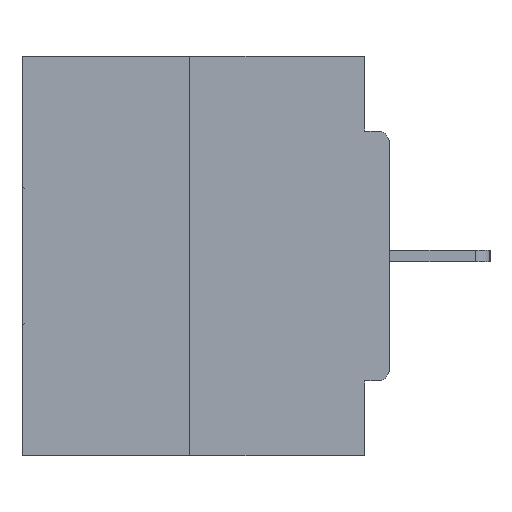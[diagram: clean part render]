
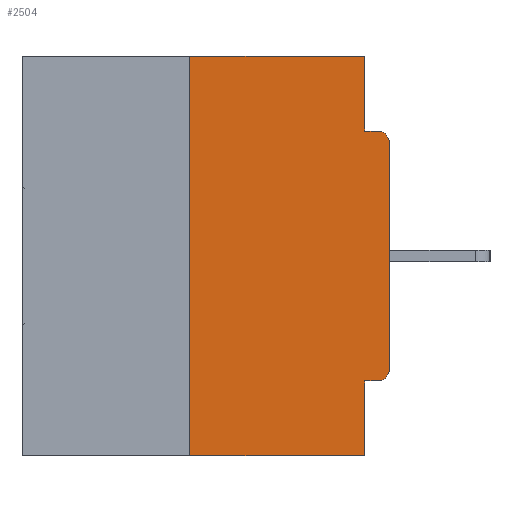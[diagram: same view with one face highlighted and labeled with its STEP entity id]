
A CAD part, left-side view. The second image highlights one B-rep face of the part: STEP entity #2504.
In plain terms, the highlighted planar face has unit normal (-1, 0, 0).
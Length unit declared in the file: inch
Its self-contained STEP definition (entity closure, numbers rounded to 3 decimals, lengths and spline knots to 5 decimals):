
#337 = EDGE_CURVE ( 'NONE', #8563, #6623, #31521, .T. ) ;
#447 = EDGE_CURVE ( 'NONE', #34141, #24789, #25418, .T. ) ;
#640 = EDGE_LOOP ( 'NONE', ( #27707, #11336, #22999, #14835, #24424, #2082, #32146, #19837, #14580, #14091 ) ) ;
#739 = VECTOR ( 'NONE', #29417, 39.37008 ) ;
#1728 = EDGE_CURVE ( 'NONE', #34141, #5138, #32726, .T. ) ;
#1990 = VECTOR ( 'NONE', #7828, 39.37008 ) ;
#2082 = ORIENTED_EDGE ( 'NONE', *, *, #447, .T. ) ;
#2286 = CARTESIAN_POINT ( 'NONE',  ( 0., 0.031, 0. ) ) ;
#2504 = ADVANCED_FACE ( 'NONE', ( #32808 ), #5441, .F. ) ;
#2830 = VECTOR ( 'NONE', #32292, 39.37008 ) ;
#3247 = CARTESIAN_POINT ( 'NONE',  ( 0., 0.015, -0.3915 ) ) ;
#4267 = CARTESIAN_POINT ( 'NONE',  ( 0., 0.031, -0.5 ) ) ;
#4498 = CARTESIAN_POINT ( 'NONE',  ( 0., 0.031, -0.5 ) ) ;
#4899 = CARTESIAN_POINT ( 'NONE',  ( 0., 0.46, -0.5 ) ) ;
#5138 = VERTEX_POINT ( 'NONE', #21051 ) ;
#5441 = PLANE ( 'NONE',  #11714 ) ;
#5648 = CARTESIAN_POINT ( 'NONE',  ( 0., 0., -0.1085 ) ) ;
#6623 = VERTEX_POINT ( 'NONE', #27727 ) ;
#7468 = VERTEX_POINT ( 'NONE', #32854 ) ;
#7544 = LINE ( 'NONE', #4899, #24482 ) ;
#7689 = CARTESIAN_POINT ( 'NONE',  ( 0., 0., -0.3915 ) ) ;
#7828 = DIRECTION ( 'NONE',  ( 0., 0., -1. ) ) ;
#8247 = CARTESIAN_POINT ( 'NONE',  ( 0., 0.46, 0. ) ) ;
#8563 = VERTEX_POINT ( 'NONE', #2286 ) ;
#9201 = AXIS2_PLACEMENT_3D ( 'NONE', #34709, #29444, #10676 ) ;
#9733 = AXIS2_PLACEMENT_3D ( 'NONE', #3247, #30093, #14316 ) ;
#10645 = CARTESIAN_POINT ( 'NONE',  ( 0., 0.031, 0. ) ) ;
#10676 = DIRECTION ( 'NONE',  ( 0., 0., -1. ) ) ;
#11336 = ORIENTED_EDGE ( 'NONE', *, *, #26931, .F. ) ;
#11409 = DIRECTION ( 'NONE',  ( 1., 0., 0. ) ) ;
#11714 = AXIS2_PLACEMENT_3D ( 'NONE', #8247, #11409, #15975 ) ;
#13282 = LINE ( 'NONE', #31696, #25960 ) ;
#13573 = EDGE_CURVE ( 'NONE', #24789, #28634, #21086, .T. ) ;
#14091 = ORIENTED_EDGE ( 'NONE', *, *, #337, .F. ) ;
#14316 = DIRECTION ( 'NONE',  ( 0., 0., -1. ) ) ;
#14580 = ORIENTED_EDGE ( 'NONE', *, *, #16929, .F. ) ;
#14835 = ORIENTED_EDGE ( 'NONE', *, *, #30136, .F. ) ;
#15124 = VECTOR ( 'NONE', #21651, 39.37008 ) ;
#15156 = CARTESIAN_POINT ( 'NONE',  ( 0., 0.25, 0. ) ) ;
#15975 = DIRECTION ( 'NONE',  ( 0., 0., -1. ) ) ;
#16929 = EDGE_CURVE ( 'NONE', #6623, #17944, #13282, .T. ) ;
#17944 = VERTEX_POINT ( 'NONE', #33329 ) ;
#18446 = CARTESIAN_POINT ( 'NONE',  ( 0., 0., 0. ) ) ;
#18524 = VECTOR ( 'NONE', #19380, 39.37008 ) ;
#18675 = CARTESIAN_POINT ( 'NONE',  ( 0., 0.46, 0. ) ) ;
#19212 = CARTESIAN_POINT ( 'NONE',  ( 0., 0., -0.4065 ) ) ;
#19363 = DIRECTION ( 'NONE',  ( 0., -1., 0. ) ) ;
#19380 = DIRECTION ( 'NONE',  ( 0., 1., 0. ) ) ;
#19419 = EDGE_CURVE ( 'NONE', #28634, #17944, #24342, .T. ) ;
#19837 = ORIENTED_EDGE ( 'NONE', *, *, #19419, .T. ) ;
#20182 = VECTOR ( 'NONE', #19363, 39.37008 ) ;
#20235 = CARTESIAN_POINT ( 'NONE',  ( 0., 0.015, -0.4065 ) ) ;
#21051 = CARTESIAN_POINT ( 'NONE',  ( 0., 0.031, -0.4065 ) ) ;
#21086 = LINE ( 'NONE', #18446, #2830 ) ;
#21189 = VERTEX_POINT ( 'NONE', #15156 ) ;
#21357 = VERTEX_POINT ( 'NONE', #4267 ) ;
#21651 = DIRECTION ( 'NONE',  ( 0., 0., 1. ) ) ;
#21999 = LINE ( 'NONE', #32705, #15124 ) ;
#22999 = ORIENTED_EDGE ( 'NONE', *, *, #30867, .T. ) ;
#24342 = CIRCLE ( 'NONE', #9201, 0.015 ) ;
#24424 = ORIENTED_EDGE ( 'NONE', *, *, #1728, .F. ) ;
#24482 = VECTOR ( 'NONE', #26487, 39.37008 ) ;
#24789 = VERTEX_POINT ( 'NONE', #7689 ) ;
#25418 = CIRCLE ( 'NONE', #9733, 0.015 ) ;
#25960 = VECTOR ( 'NONE', #34505, 39.37008 ) ;
#26487 = DIRECTION ( 'NONE',  ( 0., -1., 0. ) ) ;
#26917 = LINE ( 'NONE', #18675, #20182 ) ;
#26931 = EDGE_CURVE ( 'NONE', #7468, #21189, #21999, .T. ) ;
#26958 = EDGE_CURVE ( 'NONE', #21189, #8563, #26917, .T. ) ;
#27707 = ORIENTED_EDGE ( 'NONE', *, *, #26958, .F. ) ;
#27727 = CARTESIAN_POINT ( 'NONE',  ( 0., 0.031, -0.0935 ) ) ;
#28540 = LINE ( 'NONE', #4498, #1990 ) ;
#28634 = VERTEX_POINT ( 'NONE', #5648 ) ;
#29417 = DIRECTION ( 'NONE',  ( 0., 0., -1. ) ) ;
#29444 = DIRECTION ( 'NONE',  ( -1., 0., 0. ) ) ;
#30093 = DIRECTION ( 'NONE',  ( -1., 0., 0. ) ) ;
#30136 = EDGE_CURVE ( 'NONE', #5138, #21357, #28540, .T. ) ;
#30867 = EDGE_CURVE ( 'NONE', #7468, #21357, #7544, .T. ) ;
#31521 = LINE ( 'NONE', #10645, #739 ) ;
#31696 = CARTESIAN_POINT ( 'NONE',  ( 0., 0., -0.0935 ) ) ;
#32146 = ORIENTED_EDGE ( 'NONE', *, *, #13573, .T. ) ;
#32292 = DIRECTION ( 'NONE',  ( 0., 0., 1. ) ) ;
#32705 = CARTESIAN_POINT ( 'NONE',  ( 0., 0.25, 0. ) ) ;
#32726 = LINE ( 'NONE', #19212, #18524 ) ;
#32808 = FACE_OUTER_BOUND ( 'NONE', #640, .T. ) ;
#32854 = CARTESIAN_POINT ( 'NONE',  ( 0., 0.25, -0.5 ) ) ;
#33329 = CARTESIAN_POINT ( 'NONE',  ( 0., 0.015, -0.0935 ) ) ;
#34141 = VERTEX_POINT ( 'NONE', #20235 ) ;
#34505 = DIRECTION ( 'NONE',  ( 0., -1., 0. ) ) ;
#34709 = CARTESIAN_POINT ( 'NONE',  ( 0., 0.015, -0.1085 ) ) ;
